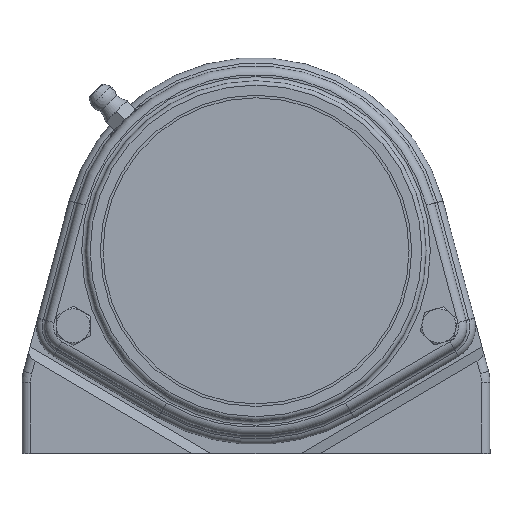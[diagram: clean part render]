
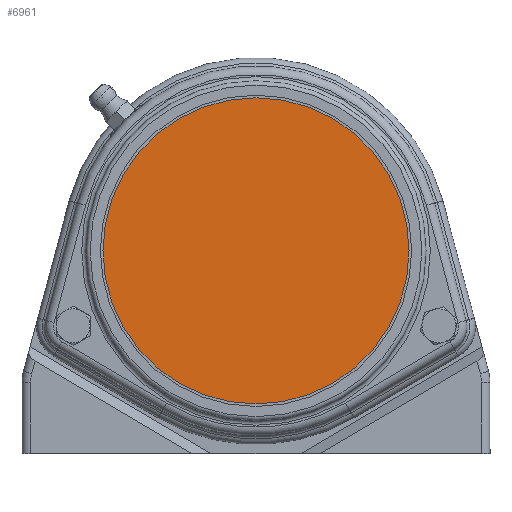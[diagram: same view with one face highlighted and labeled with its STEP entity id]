
A CAD part, top view. The second image highlights one B-rep face of the part: STEP entity #6961.
In plain terms, the highlighted planar face has unit normal (0, 0, 1).
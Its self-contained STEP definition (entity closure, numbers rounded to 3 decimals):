
#1364=PLANE($,#7602);
#1938=FACE_OUTER_BOUND($,#2401,.T.);
#2401=EDGE_LOOP($,(#5632));
#2939=CIRCLE($,#7600,36.);
#3483=VERTEX_POINT($,#11480);
#4262=EDGE_CURVE($,#3483,#3483,#2939,.T.);
#5632=ORIENTED_EDGE($,*,*,#4262,.F.);
#6961=ADVANCED_FACE($,(#1938),#1364,.T.);
#7600=AXIS2_PLACEMENT_3D($,#11481,#8997,#8998);
#7602=AXIS2_PLACEMENT_3D($,#11484,#9001,#9002);
#8997=DIRECTION('center_axis',(0.,0.,-1.));
#8998=DIRECTION('ref_axis',(-1.,0.,0.));
#9001=DIRECTION('center_axis',(0.,0.,1.));
#9002=DIRECTION('ref_axis',(-1.,0.,0.));
#11480=CARTESIAN_POINT('',(-32.639,-1.724,-22.874));
#11481=CARTESIAN_POINT('Origin',(-68.639,-1.724,-22.874));
#11484=CARTESIAN_POINT('Origin',(-68.639,-1.724,-22.874));
